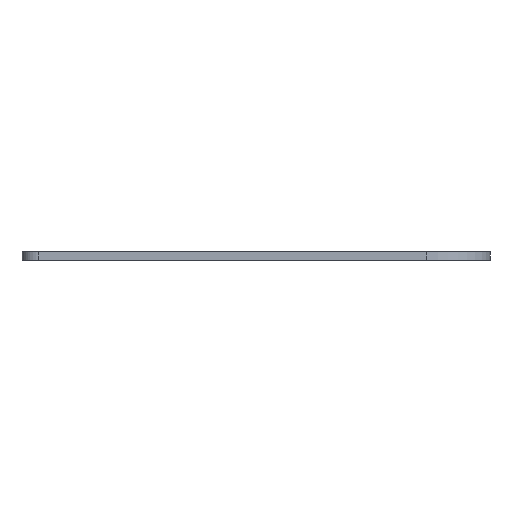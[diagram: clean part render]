
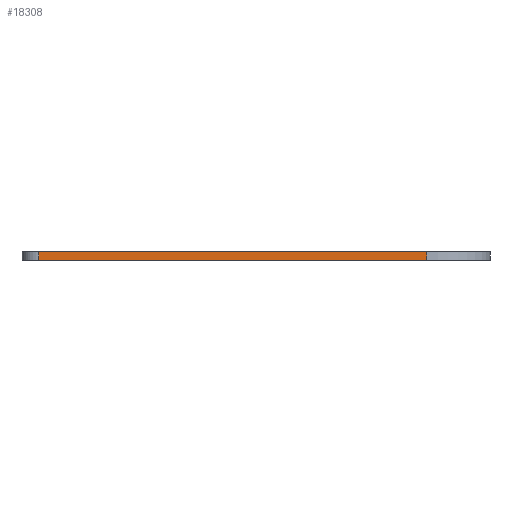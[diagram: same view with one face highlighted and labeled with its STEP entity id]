
A CAD part, front view. The second image highlights one B-rep face of the part: STEP entity #18308.
In plain terms, the highlighted planar face has unit normal (0, -1, 0).
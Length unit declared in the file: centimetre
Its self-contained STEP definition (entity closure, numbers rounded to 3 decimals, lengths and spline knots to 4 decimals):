
#2388=FACE_OUTER_BOUND('',#4145,.T.);
#4145=EDGE_LOOP('',(#16850,#16851,#16852,#16853));
#5457=LINE('',#26508,#6663);
#6180=LINE('',#29546,#7386);
#6625=LINE('',#31516,#7831);
#6626=LINE('',#31518,#7832);
#6663=VECTOR('',#20705,1.);
#7386=VECTOR('',#23894,1.);
#7831=VECTOR('',#26355,1.);
#7832=VECTOR('',#26358,1.);
#7894=VERTEX_POINT('',#26505);
#7895=VERTEX_POINT('',#26507);
#8976=VERTEX_POINT('',#29543);
#8977=VERTEX_POINT('',#29545);
#9540=EDGE_CURVE('',#7894,#7895,#5457,.T.);
#11016=EDGE_CURVE('',#8977,#8976,#6180,.T.);
#11956=EDGE_CURVE('',#8976,#7895,#6625,.T.);
#11957=EDGE_CURVE('',#8977,#7894,#6626,.T.);
#16850=ORIENTED_EDGE('',*,*,#11957,.F.);
#16851=ORIENTED_EDGE('',*,*,#11016,.T.);
#16852=ORIENTED_EDGE('',*,*,#11956,.T.);
#16853=ORIENTED_EDGE('',*,*,#9540,.F.);
#17304=PLANE('',#20609);
#18308=ADVANCED_FACE('',(#2388),#17304,.T.);
#20609=AXIS2_PLACEMENT_3D('',#31517,#26356,#26357);
#20705=DIRECTION('',(-1.,0.,0.));
#23894=DIRECTION('',(-1.,0.,0.));
#26355=DIRECTION('',(0.,0.,-1.));
#26356=DIRECTION('center_axis',(0.,-1.,0.));
#26357=DIRECTION('ref_axis',(-1.,0.,0.));
#26358=DIRECTION('',(0.,0.,-1.));
#26505=CARTESIAN_POINT('',(8.0899,0.1143,-0.16));
#26507=CARTESIAN_POINT('',(0.4572,0.1143,-0.16));
#26508=CARTESIAN_POINT('',(8.0899,0.1143,-0.16));
#29543=CARTESIAN_POINT('',(0.4572,0.1143,0.));
#29545=CARTESIAN_POINT('',(8.0899,0.1143,0.));
#29546=CARTESIAN_POINT('',(8.0899,0.1143,0.));
#31516=CARTESIAN_POINT('',(0.4572,0.1143,0.));
#31517=CARTESIAN_POINT('Origin',(8.0899,0.1143,0.));
#31518=CARTESIAN_POINT('',(8.0899,0.1143,0.));
